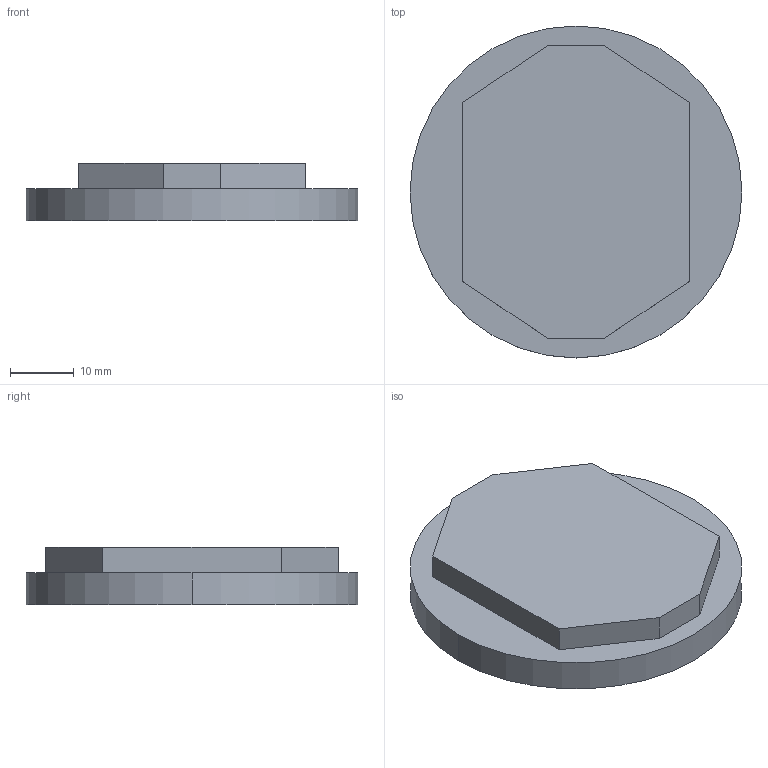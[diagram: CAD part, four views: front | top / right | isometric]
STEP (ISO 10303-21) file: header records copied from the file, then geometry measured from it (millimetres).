
FILE_DESCRIPTION((''),'2;1');
FILE_NAME('161957_ASM','2016-04-21T',('pdmadmin'),(''),'PRO/ENGINEER BY PARAMETRIC TECHNOLOGY CORPORATION, 2016010','PRO/ENGINEER BY PARAMETRIC TECHNOLOGY CORPORATION, 2016010','');
FILE_SCHEMA(('CONFIG_CONTROL_DESIGN'));
Length unit declared in the file: millimetre
Products named in the file (2): 47837; 161957_ASM
Assembly tree (1 placements, depth 2):
  161957_ASM
    47837
Bounding box: 52 x 52 x 9 mm (x, y, z)
Volume: 16179.2 mm3; surface area: 5615.7 mm2
Topology: 1 solids, 1 shells, 13 faces, 30 edges, 20 vertices
Faces by surface type: plane 11, cylinder 2
Entity records: 435 total; most frequent: CARTESIAN_POINT 66, DIRECTION 66, ORIENTED_EDGE 60, EDGE_CURVE 30, VECTOR 26, LINE 26, AXIS2_PLACEMENT_3D 20, VERTEX_POINT 20
